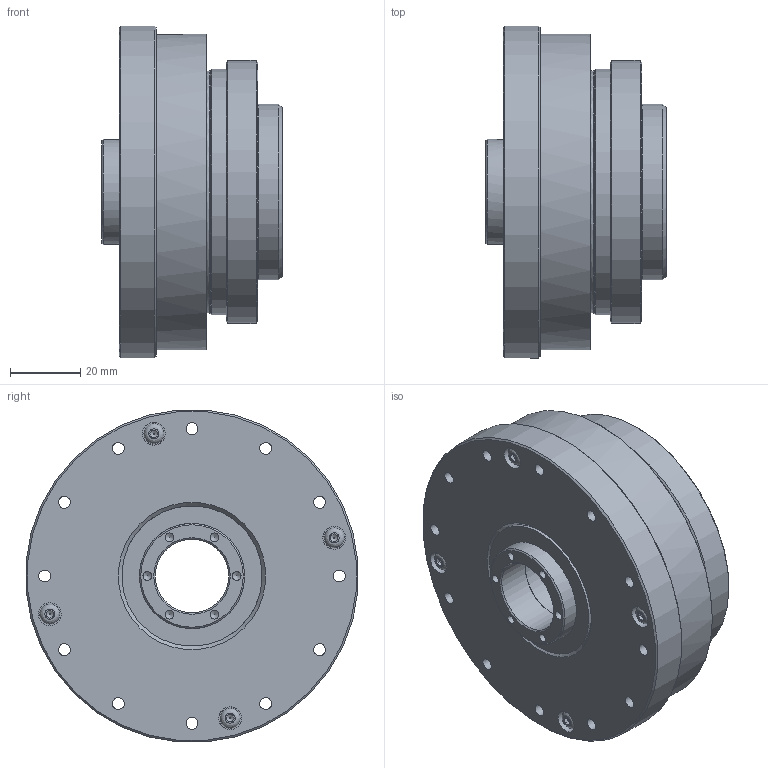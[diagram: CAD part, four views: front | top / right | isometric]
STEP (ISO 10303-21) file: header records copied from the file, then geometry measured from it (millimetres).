
FILE_DESCRIPTION(/* description */ (''),/* implementation_level */ '2;1');
FILE_NAME(/* name */ 'AK0003J1.stp',/* time_stamp */ '2018-10-29T14:45:01+08:00',/* author */ ('yin210'),/* organization */ (''),/* preprocessor_version */ 'ST-DEVELOPER v15.2',/* originating_system */ 'Autodesk Inventor 2014',/* authorisation */ '');
FILE_SCHEMA (('AUTOMOTIVE_DESIGN { 1 0 10303 214 3 1 1 }'));
Length unit declared in the file: centimetre
Products named in the file (1): AK0003J1
Bounding box: 51.5 x 94.64 x 94.64 mm (x, y, z)
Volume: 219881.4 mm3; surface area: 38799.4 mm2
Topology: 1 solids, 1 shells, 350 faces, 804 edges, 532 vertices
Faces by surface type: cylinder 130, plane 126, cone 85, torus 5, bspline 4
Full cylindrical faces by diameter (mm): 2.459 x28, 3.4 x28, 3.5 x28, 5.5 x4, 5.7 x4, 6.5 x8, 21 x2, 21.5 x1, 30 x2, 40 x2, 50 x1, 69 x1, 70 x1, 75 x1, 78 x1, 90 x1, 95 x1
Entity records: 8229 total; most frequent: CARTESIAN_POINT 1527, DIRECTION 1418, ORIENTED_EDGE 956, AXIS2_PLACEMENT_3D 661, EDGE_LOOP 656, EDGE_CURVE 478, VERTEX_POINT 410, ADVANCED_FACE 350
